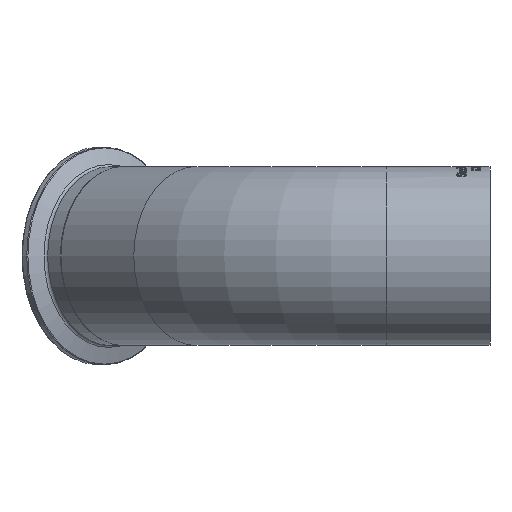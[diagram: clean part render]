
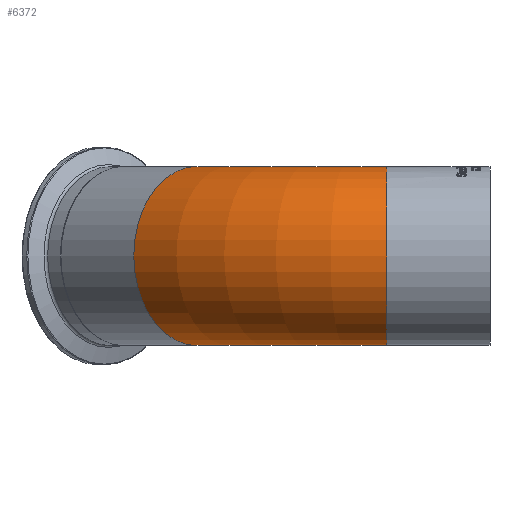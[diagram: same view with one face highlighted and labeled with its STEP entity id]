
A CAD part, left-side view. The second image highlights one B-rep face of the part: STEP entity #6372.
In plain terms, the highlighted toroidal (fillet/blend) face has major radius 95.25 mm and minor radius 31.75 mm.
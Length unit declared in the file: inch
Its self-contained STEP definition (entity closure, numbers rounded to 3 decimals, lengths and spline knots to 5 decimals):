
#18=TOROIDAL_SURFACE('',#6761,3.75,1.25);
#719=FACE_OUTER_BOUND('',#1099,.T.);
#1099=EDGE_LOOP('',(#5845,#5846,#5847,#5848,#5849,#5850,#5851));
#1247=CIRCLE('',#6729,1.25);
#1248=CIRCLE('',#6730,1.25);
#1258=CIRCLE('',#6753,1.25);
#1259=CIRCLE('',#6754,1.25);
#1260=CIRCLE('',#6755,1.25);
#1264=CIRCLE('',#6762,2.5);
#3047=VERTEX_POINT('',#14080);
#3048=VERTEX_POINT('',#14082);
#3058=VERTEX_POINT('',#14118);
#3059=VERTEX_POINT('',#14120);
#3060=VERTEX_POINT('',#14122);
#3982=EDGE_CURVE('',#3047,#3048,#1247,.T.);
#3983=EDGE_CURVE('',#3048,#3047,#1248,.T.);
#3996=EDGE_CURVE('',#3058,#3059,#1258,.T.);
#3997=EDGE_CURVE('',#3059,#3060,#1259,.T.);
#3998=EDGE_CURVE('',#3060,#3058,#1260,.T.);
#4002=EDGE_CURVE('',#3060,#3047,#1264,.T.);
#5845=ORIENTED_EDGE('',*,*,#3997,.F.);
#5846=ORIENTED_EDGE('',*,*,#3996,.F.);
#5847=ORIENTED_EDGE('',*,*,#3998,.F.);
#5848=ORIENTED_EDGE('',*,*,#4002,.T.);
#5849=ORIENTED_EDGE('',*,*,#3983,.F.);
#5850=ORIENTED_EDGE('',*,*,#3982,.F.);
#5851=ORIENTED_EDGE('',*,*,#4002,.F.);
#6372=ADVANCED_FACE('',(#719),#18,.T.);
#6729=AXIS2_PLACEMENT_3D('',#14083,#7881,#7882);
#6730=AXIS2_PLACEMENT_3D('',#14084,#7883,#7884);
#6753=AXIS2_PLACEMENT_3D('',#14121,#7932,#7933);
#6754=AXIS2_PLACEMENT_3D('',#14123,#7934,#7935);
#6755=AXIS2_PLACEMENT_3D('',#14124,#7936,#7937);
#6761=AXIS2_PLACEMENT_3D('',#14132,#7948,#7949);
#6762=AXIS2_PLACEMENT_3D('',#14133,#7950,#7951);
#7881=DIRECTION('center_axis',(0.,-1.,0.));
#7882=DIRECTION('ref_axis',(1.,0.,0.));
#7883=DIRECTION('center_axis',(0.,-1.,0.));
#7884=DIRECTION('ref_axis',(1.,0.,0.));
#7932=DIRECTION('center_axis',(0.707,0.707,0.));
#7933=DIRECTION('ref_axis',(0.707,-0.707,0.));
#7934=DIRECTION('center_axis',(0.707,0.707,0.));
#7935=DIRECTION('ref_axis',(0.707,-0.707,0.));
#7936=DIRECTION('center_axis',(0.707,0.707,0.));
#7937=DIRECTION('ref_axis',(0.707,-0.707,0.));
#7948=DIRECTION('center_axis',(0.,0.,-1.));
#7949=DIRECTION('ref_axis',(-1.,0.,0.));
#7950=DIRECTION('center_axis',(0.,0.,1.));
#7951=DIRECTION('ref_axis',(-1.,0.,0.));
#14080=CARTESIAN_POINT('',(1.25,1.4466,0.));
#14082=CARTESIAN_POINT('',(0.,1.4466,-1.25));
#14083=CARTESIAN_POINT('Origin',(0.,1.4466,0.));
#14084=CARTESIAN_POINT('Origin',(0.,1.4466,0.));
#14118=CARTESIAN_POINT('',(0.21447,4.98213,0.));
#14120=CARTESIAN_POINT('',(1.09835,4.09825,1.25));
#14121=CARTESIAN_POINT('Origin',(1.09835,4.09825,0.));
#14122=CARTESIAN_POINT('',(1.98223,3.21437,0.));
#14123=CARTESIAN_POINT('Origin',(1.09835,4.09825,0.));
#14124=CARTESIAN_POINT('Origin',(1.09835,4.09825,0.));
#14132=CARTESIAN_POINT('Origin',(3.75,1.4466,0.));
#14133=CARTESIAN_POINT('Origin',(3.75,1.4466,0.));
